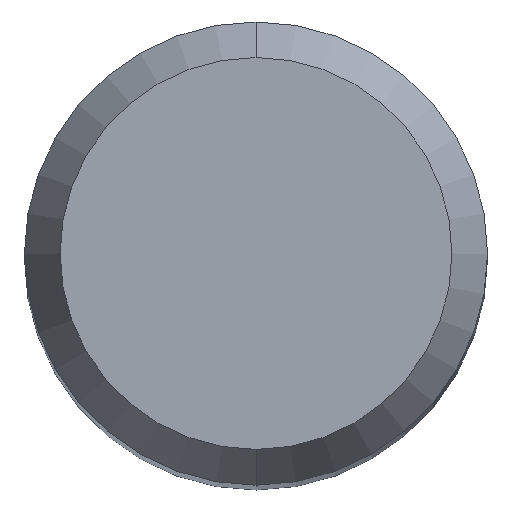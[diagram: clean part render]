
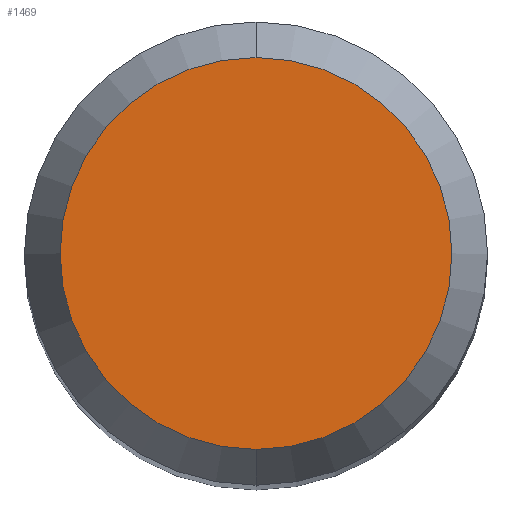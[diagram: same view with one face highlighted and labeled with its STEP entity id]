
A CAD part, top view. The second image highlights one B-rep face of the part: STEP entity #1469.
In plain terms, the highlighted planar face has unit normal (0, 0, 1).
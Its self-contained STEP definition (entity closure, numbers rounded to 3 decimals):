
#821=EDGE_CURVE('',#1373,#1021,#1898,.T.);
#861=EDGE_CURVE('',#1021,#1373,#1944,.T.);
#1021=VERTEX_POINT('',#2120);
#1373=VERTEX_POINT('',#2503);
#1469=ADVANCED_FACE('',(#2606),#2607,.T.);
#1898=CIRCLE('',#3934,2.538);
#1944=CIRCLE('',#4174,2.538);
#2120=CARTESIAN_POINT('',(0.0,2.538,0.0));
#2503=CARTESIAN_POINT('',(0.,-2.538,0.0));
#2606=FACE_OUTER_BOUND('',#7113,.T.);
#2607=PLANE('',#7114);
#3934=AXIS2_PLACEMENT_3D('',#8100,#8101,#8102);
#4174=AXIS2_PLACEMENT_3D('',#8171,#8172,#8173);
#7113=EDGE_LOOP('',(#8883,#8884));
#7114=AXIS2_PLACEMENT_3D('',#8885,#8886,#8887);
#8100=CARTESIAN_POINT('',(0.0,0.0,0.0));
#8101=DIRECTION('',(0.0,0.0,-1.0));
#8102=DIRECTION('',(0.0,1.0,0.0));
#8171=CARTESIAN_POINT('',(0.0,0.0,0.0));
#8172=DIRECTION('',(0.0,0.0,-1.0));
#8173=DIRECTION('',(0.0,1.0,0.0));
#8883=ORIENTED_EDGE('',*,*,#861,.F.);
#8884=ORIENTED_EDGE('',*,*,#821,.F.);
#8885=CARTESIAN_POINT('',(0.0,1.269,0.0));
#8886=DIRECTION('',(-0.0,0.0,1.0));
#8887=DIRECTION('',(0.0,-1.0,0.0));
